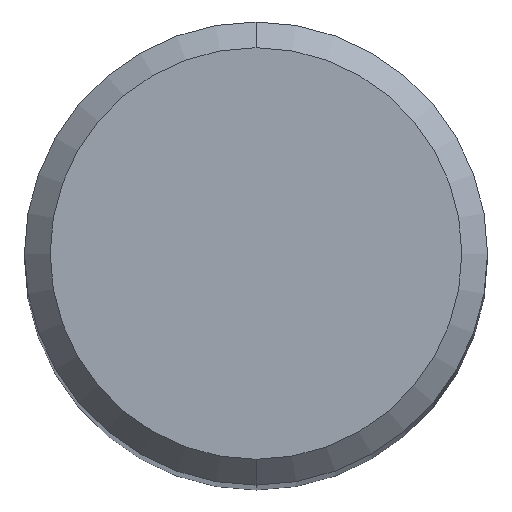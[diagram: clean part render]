
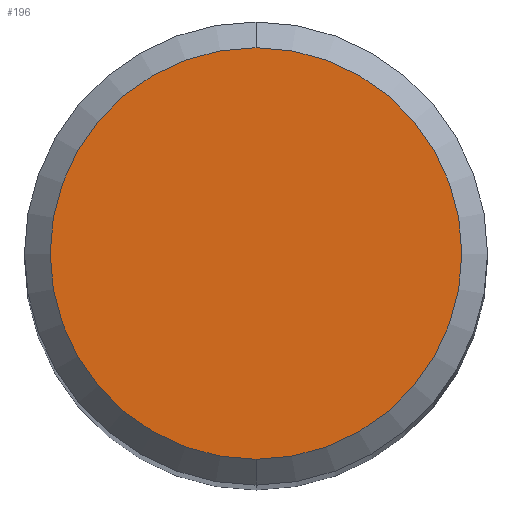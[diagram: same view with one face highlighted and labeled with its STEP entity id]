
A CAD part, top view. The second image highlights one B-rep face of the part: STEP entity #196.
In plain terms, the highlighted planar face has unit normal (0, 0, 1).
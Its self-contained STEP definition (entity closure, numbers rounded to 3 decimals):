
#196=ADVANCED_FACE('',(#498),#499,.T.);
#218=VERTEX_POINT('',#524);
#412=EDGE_CURVE('',#218,#434,#737,.T.);
#418=EDGE_CURVE('',#434,#218,#743,.T.);
#434=VERTEX_POINT('',#761);
#498=FACE_OUTER_BOUND('',#859,.T.);
#499=PLANE('',#860);
#524=CARTESIAN_POINT('',(0.,-4.0,0.0));
#737=CIRCLE('',#1377,4.0);
#743=CIRCLE('',#1385,4.0);
#761=CARTESIAN_POINT('',(0.0,4.0,0.0));
#859=EDGE_LOOP('',(#1471,#1472));
#860=AXIS2_PLACEMENT_3D('',#1473,#1474,#1475);
#1377=AXIS2_PLACEMENT_3D('',#1737,#1738,#1739);
#1385=AXIS2_PLACEMENT_3D('',#1743,#1744,#1745);
#1471=ORIENTED_EDGE('',*,*,#418,.F.);
#1472=ORIENTED_EDGE('',*,*,#412,.F.);
#1473=CARTESIAN_POINT('',(0.0,2.0,0.0));
#1474=DIRECTION('',(-0.0,0.0,1.0));
#1475=DIRECTION('',(0.0,-1.0,0.0));
#1737=CARTESIAN_POINT('',(0.0,0.0,0.0));
#1738=DIRECTION('',(0.0,0.0,-1.0));
#1739=DIRECTION('',(0.0,1.0,0.0));
#1743=CARTESIAN_POINT('',(0.0,0.0,0.0));
#1744=DIRECTION('',(0.0,0.0,-1.0));
#1745=DIRECTION('',(0.0,1.0,0.0));
